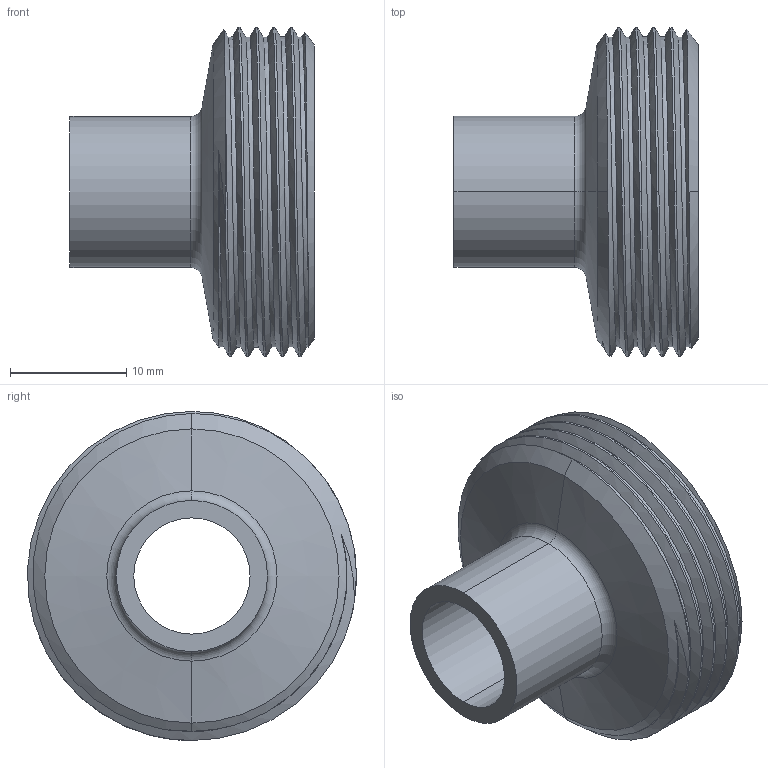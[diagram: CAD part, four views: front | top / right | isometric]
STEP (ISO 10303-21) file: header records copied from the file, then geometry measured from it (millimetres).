
FILE_DESCRIPTION (( 'STEP AP203' ), '1' );
FILE_NAME ('3D-M2010P_13x1.5_174074010.STEP', '2024-09-05T06:30:02', ( '' ), ( '' ), 'SwSTEP 2.0', 'SolidWorks 2024', '' );
FILE_SCHEMA (( 'CONFIG_CONTROL_DESIGN' ));
Length unit declared in the file: millimetre
Products named in the file (1): 3D-M2010P_13x1.5_174074010
Bounding box: 21 x 28.3 x 28.32 mm (x, y, z)
Volume: 3366.5 mm3; surface area: 3490.8 mm2
Topology: 1 solids, 1 shells, 35 faces, 85 edges, 54 vertices
Faces by surface type: cylinder 18, cone 8, plane 4, bspline 3, torus 2
Entity records: 2477 total; most frequent: CARTESIAN_POINT 1646, ORIENTED_EDGE 170, DIRECTION 147, EDGE_CURVE 85, AXIS2_PLACEMENT_3D 61, VERTEX_POINT 54, EDGE_LOOP 39, FACE_OUTER_BOUND 35
